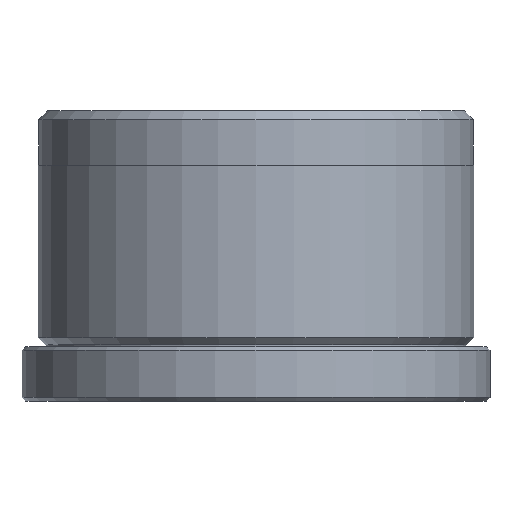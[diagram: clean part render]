
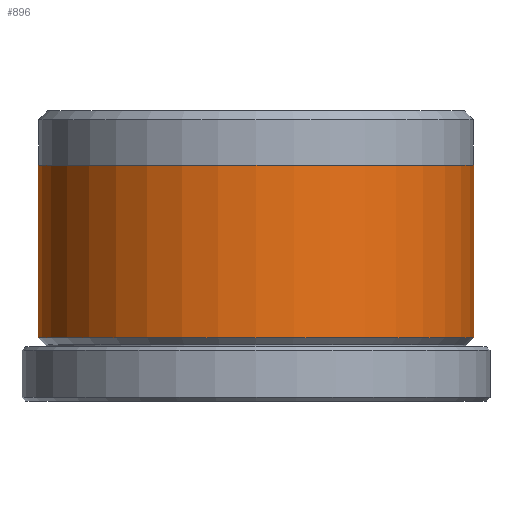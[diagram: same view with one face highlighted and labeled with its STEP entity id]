
A CAD part, front view. The second image highlights one B-rep face of the part: STEP entity #896.
In plain terms, the highlighted cylindrical face has radius 12 mm (diameter 24 mm), a partial arc.
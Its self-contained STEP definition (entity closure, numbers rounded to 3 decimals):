
#181 = LINE ( 'NONE', #600, #1057 ) ;
#208 = FACE_OUTER_BOUND ( 'NONE', #315, .T. ) ;
#263 = EDGE_CURVE ( 'NONE', #540, #1208, #1673, .T. ) ;
#270 = AXIS2_PLACEMENT_3D ( 'NONE', #1934, #1926, #1914 ) ;
#315 = EDGE_LOOP ( 'NONE', ( #1679, #456, #1171, #1898 ) ) ;
#444 = LINE ( 'NONE', #1009, #2024 ) ;
#456 = ORIENTED_EDGE ( 'NONE', *, *, #263, .F. ) ;
#498 = CARTESIAN_POINT ( 'NONE',  ( -12., 0., 13. ) ) ;
#540 = VERTEX_POINT ( 'NONE', #498 ) ;
#600 = CARTESIAN_POINT ( 'NONE',  ( 12., 0., 16. ) ) ;
#606 = DIRECTION ( 'NONE',  ( -1., 0., 0. ) ) ;
#609 = DIRECTION ( 'NONE',  ( 0., 0., -1. ) ) ;
#614 = DIRECTION ( 'NONE',  ( 0., 0., -1. ) ) ;
#752 = EDGE_CURVE ( 'NONE', #1964, #1556, #2112, .T. ) ;
#794 = DIRECTION ( 'NONE',  ( -1., 0., 0. ) ) ;
#840 = DIRECTION ( 'NONE',  ( 0., 0., -1. ) ) ;
#882 = DIRECTION ( 'NONE',  ( 0., 0., -1. ) ) ;
#896 = ADVANCED_FACE ( 'NONE', ( #208 ), #1519, .T. ) ;
#899 = CARTESIAN_POINT ( 'NONE',  ( 0., 0., 3.5 ) ) ;
#974 = CARTESIAN_POINT ( 'NONE',  ( 12., 0., 3.5 ) ) ;
#1009 = CARTESIAN_POINT ( 'NONE',  ( -12., 0., 16. ) ) ;
#1057 = VECTOR ( 'NONE', #609, 1000. ) ;
#1116 = CARTESIAN_POINT ( 'NONE',  ( 0., 0., 16. ) ) ;
#1171 = ORIENTED_EDGE ( 'NONE', *, *, #1337, .T. ) ;
#1198 = EDGE_CURVE ( 'NONE', #1208, #1964, #181, .T. ) ;
#1208 = VERTEX_POINT ( 'NONE', #1605 ) ;
#1337 = EDGE_CURVE ( 'NONE', #540, #1556, #444, .T. ) ;
#1519 = CYLINDRICAL_SURFACE ( 'NONE', #1561, 12. ) ;
#1556 = VERTEX_POINT ( 'NONE', #1817 ) ;
#1561 = AXIS2_PLACEMENT_3D ( 'NONE', #1116, #614, #606 ) ;
#1605 = CARTESIAN_POINT ( 'NONE',  ( 12., 0., 13. ) ) ;
#1673 = CIRCLE ( 'NONE', #270, 12. ) ;
#1679 = ORIENTED_EDGE ( 'NONE', *, *, #1198, .F. ) ;
#1817 = CARTESIAN_POINT ( 'NONE',  ( -12., 0., 3.5 ) ) ;
#1898 = ORIENTED_EDGE ( 'NONE', *, *, #752, .F. ) ;
#1914 = DIRECTION ( 'NONE',  ( 1., 0., 0. ) ) ;
#1926 = DIRECTION ( 'NONE',  ( 0., 0., 1. ) ) ;
#1934 = CARTESIAN_POINT ( 'NONE',  ( 0., 0., 13. ) ) ;
#1964 = VERTEX_POINT ( 'NONE', #974 ) ;
#1987 = AXIS2_PLACEMENT_3D ( 'NONE', #899, #882, #794 ) ;
#2024 = VECTOR ( 'NONE', #840, 1000. ) ;
#2112 = CIRCLE ( 'NONE', #1987, 12. ) ;
